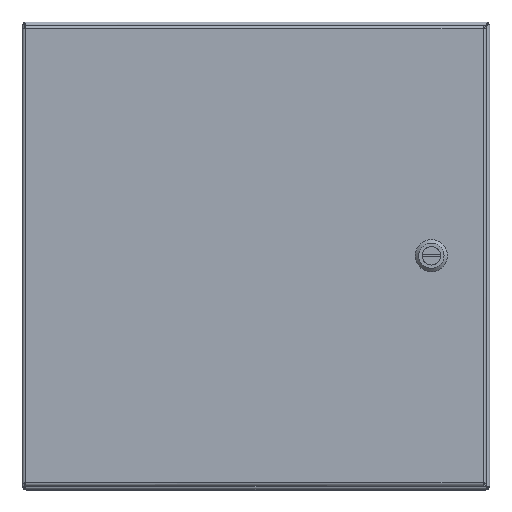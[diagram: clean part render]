
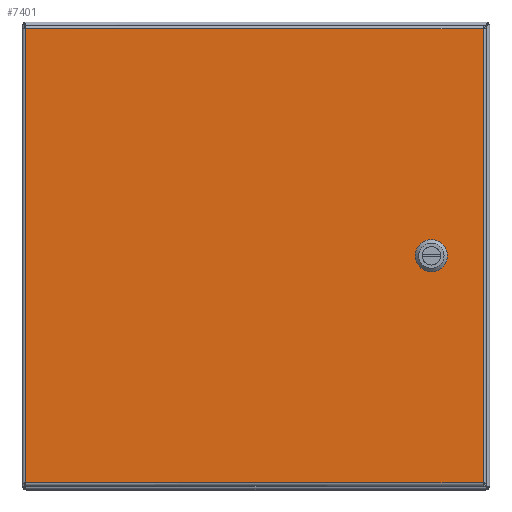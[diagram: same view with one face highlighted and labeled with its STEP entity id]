
A CAD part, top view. The second image highlights one B-rep face of the part: STEP entity #7401.
In plain terms, the highlighted face is planar.
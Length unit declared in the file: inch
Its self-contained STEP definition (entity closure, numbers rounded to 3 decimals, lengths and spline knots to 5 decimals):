
#5724=CARTESIAN_POINT('',(2.08762,8.275,0.0));
#5725=VERTEX_POINT('',#5724);
#5732=CARTESIAN_POINT('',(2.275,8.08762,0.0));
#5733=VERTEX_POINT('',#5732);
#5734=CARTESIAN_POINT('',(1.875,7.875,0.0));
#5735=DIRECTION('',(0.0,0.0,1.0));
#5736=DIRECTION('',(-0.469,-0.883,0.0));
#5737=AXIS2_PLACEMENT_3D('',#5734,#5735,#5736);
#5738=CIRCLE('',#5737,0.453);
#5739=EDGE_CURVE('',#5733,#5725,#5738,.T.);
#5764=CARTESIAN_POINT('',(2.275,7.66238,0.0));
#5765=VERTEX_POINT('',#5764);
#5766=CARTESIAN_POINT('',(2.275,7.66238,0.0));
#5767=DIRECTION('',(0.0,1.0,0.0));
#5768=VECTOR('',#5767,0.42525);
#5769=LINE('',#5766,#5768);
#5770=EDGE_CURVE('',#5765,#5733,#5769,.T.);
#5796=CARTESIAN_POINT('',(2.08762,7.475,0.0));
#5797=VERTEX_POINT('',#5796);
#5798=CARTESIAN_POINT('',(1.875,7.875,0.0));
#5799=DIRECTION('',(0.0,0.0,1.0));
#5800=DIRECTION('',(-0.883,0.469,0.0));
#5801=AXIS2_PLACEMENT_3D('',#5798,#5799,#5800);
#5802=CIRCLE('',#5801,0.453);
#5803=EDGE_CURVE('',#5797,#5765,#5802,.T.);
#5828=CARTESIAN_POINT('',(1.66238,7.475,0.0));
#5829=VERTEX_POINT('',#5828);
#5830=CARTESIAN_POINT('',(1.66238,7.475,0.0));
#5831=DIRECTION('',(1.0,0.0,0.0));
#5832=VECTOR('',#5831,0.42525);
#5833=LINE('',#5830,#5832);
#5834=EDGE_CURVE('',#5829,#5797,#5833,.T.);
#5860=CARTESIAN_POINT('',(1.475,7.66238,0.0));
#5861=VERTEX_POINT('',#5860);
#5862=CARTESIAN_POINT('',(1.875,7.875,0.0));
#5863=DIRECTION('',(0.0,0.0,1.0));
#5864=DIRECTION('',(0.469,0.883,0.0));
#5865=AXIS2_PLACEMENT_3D('',#5862,#5863,#5864);
#5866=CIRCLE('',#5865,0.453);
#5867=EDGE_CURVE('',#5861,#5829,#5866,.T.);
#5892=CARTESIAN_POINT('',(1.475,8.08762,0.0));
#5893=VERTEX_POINT('',#5892);
#5894=CARTESIAN_POINT('',(1.475,8.08762,0.0));
#5895=DIRECTION('',(0.0,-1.0,0.0));
#5896=VECTOR('',#5895,0.42525);
#5897=LINE('',#5894,#5896);
#5898=EDGE_CURVE('',#5893,#5861,#5897,.T.);
#5924=CARTESIAN_POINT('',(1.66238,8.275,0.0));
#5925=VERTEX_POINT('',#5924);
#5926=CARTESIAN_POINT('',(1.875,7.875,0.0));
#5927=DIRECTION('',(0.0,0.0,1.0));
#5928=DIRECTION('',(0.883,-0.469,0.0));
#5929=AXIS2_PLACEMENT_3D('',#5926,#5927,#5928);
#5930=CIRCLE('',#5929,0.453);
#5931=EDGE_CURVE('',#5925,#5893,#5930,.T.);
#5954=CARTESIAN_POINT('',(2.08762,8.275,0.0));
#5955=DIRECTION('',(-1.0,0.0,0.0));
#5956=VECTOR('',#5955,0.42525);
#5957=LINE('',#5954,#5956);
#5958=EDGE_CURVE('',#5725,#5925,#5957,.T.);
#6409=CARTESIAN_POINT('',(15.76975,0.10525,0.));
#6410=VERTEX_POINT('',#6409);
#6421=CARTESIAN_POINT('',(15.76975,15.64475,0.));
#6422=VERTEX_POINT('',#6421);
#6423=CARTESIAN_POINT('',(15.76975,15.64475,0.0));
#6424=DIRECTION('',(0.0,-1.0,0.0));
#6425=VECTOR('',#6424,15.5395);
#6426=LINE('',#6423,#6425);
#6427=EDGE_CURVE('',#6422,#6410,#6426,.T.);
#6579=CARTESIAN_POINT('',(0.10525,0.10525,0.));
#6580=VERTEX_POINT('',#6579);
#6591=CARTESIAN_POINT('',(15.76975,0.10525,0.0));
#6592=DIRECTION('',(-1.0,0.0,0.0));
#6593=VECTOR('',#6592,15.6645);
#6594=LINE('',#6591,#6593);
#6595=EDGE_CURVE('',#6410,#6580,#6594,.T.);
#6856=CARTESIAN_POINT('',(0.10525,15.64475,0.));
#6857=VERTEX_POINT('',#6856);
#6868=CARTESIAN_POINT('',(0.10525,0.10525,0.0));
#6869=DIRECTION('',(0.0,1.0,0.0));
#6870=VECTOR('',#6869,15.5395);
#6871=LINE('',#6868,#6870);
#6872=EDGE_CURVE('',#6580,#6857,#6871,.T.);
#7137=CARTESIAN_POINT('',(0.10525,15.64475,0.0));
#7138=DIRECTION('',(1.0,0.0,0.0));
#7139=VECTOR('',#7138,15.6645);
#7140=LINE('',#7137,#7139);
#7141=EDGE_CURVE('',#6857,#6422,#7140,.T.);
#7380=CARTESIAN_POINT('',(7.9375,7.875,0.0));
#7381=DIRECTION('',(0.0,0.0,1.0));
#7382=DIRECTION('',(1.0,0.0,0.0));
#7383=AXIS2_PLACEMENT_3D('',#7380,#7381,#7382);
#7384=PLANE('',#7383);
#7385=ORIENTED_EDGE('',*,*,#6427,.T.);
#7386=ORIENTED_EDGE('',*,*,#6595,.T.);
#7387=ORIENTED_EDGE('',*,*,#6872,.T.);
#7388=ORIENTED_EDGE('',*,*,#7141,.T.);
#7389=EDGE_LOOP('',(#7385,#7386,#7387,#7388));
#7390=FACE_OUTER_BOUND('',#7389,.T.);
#7391=ORIENTED_EDGE('',*,*,#5739,.T.);
#7392=ORIENTED_EDGE('',*,*,#5958,.T.);
#7393=ORIENTED_EDGE('',*,*,#5931,.T.);
#7394=ORIENTED_EDGE('',*,*,#5898,.T.);
#7395=ORIENTED_EDGE('',*,*,#5867,.T.);
#7396=ORIENTED_EDGE('',*,*,#5834,.T.);
#7397=ORIENTED_EDGE('',*,*,#5803,.T.);
#7398=ORIENTED_EDGE('',*,*,#5770,.T.);
#7399=EDGE_LOOP('',(#7391,#7392,#7393,#7394,#7395,#7396,#7397,#7398));
#7400=FACE_BOUND('',#7399,.T.);
#7401=ADVANCED_FACE('',(#7390,#7400),#7384,.F.);
